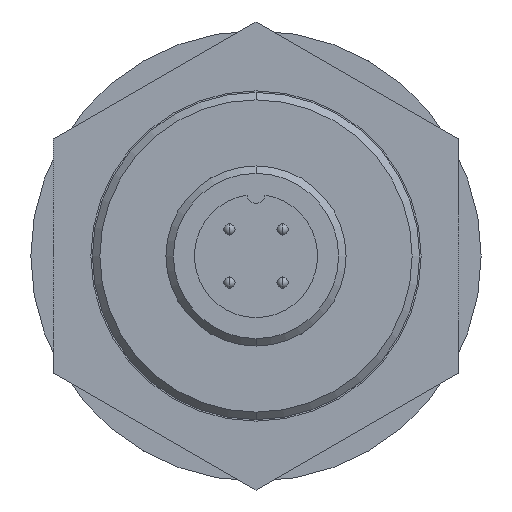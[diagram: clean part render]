
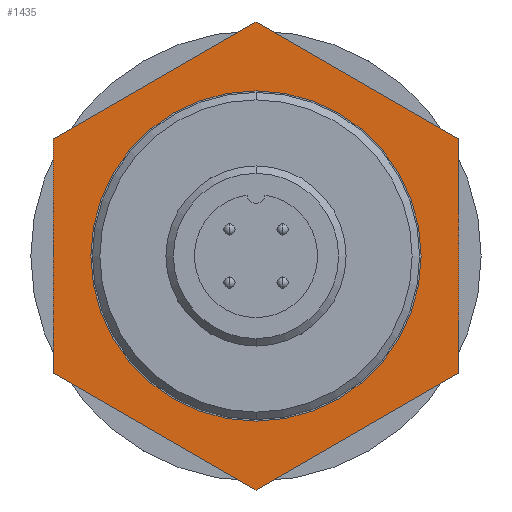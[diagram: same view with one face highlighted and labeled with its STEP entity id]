
A CAD part, front view. The second image highlights one B-rep face of the part: STEP entity #1435.
In plain terms, the highlighted planar face has unit normal (0, -1, 0).
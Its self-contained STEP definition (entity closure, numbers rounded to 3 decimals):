
#62 = LINE ( 'NONE', #1454, #2599 ) ;
#131 = ORIENTED_EDGE ( 'NONE', *, *, #1614, .T. ) ;
#185 = CARTESIAN_POINT ( 'NONE',  ( -13.5, -11.8, -7.794 ) ) ;
#192 = ORIENTED_EDGE ( 'NONE', *, *, #1003, .T. ) ;
#209 = CARTESIAN_POINT ( 'NONE',  ( 13.5, -11.8, 7.794 ) ) ;
#211 = EDGE_CURVE ( 'NONE', #764, #761, #1523, .T. ) ;
#310 = LINE ( 'NONE', #185, #1619 ) ;
#326 = EDGE_CURVE ( 'NONE', #771, #764, #310, .T. ) ;
#343 = DIRECTION ( 'NONE',  ( 0., -1., 0. ) ) ;
#363 = VECTOR ( 'NONE', #2680, 1000. ) ;
#401 = ORIENTED_EDGE ( 'NONE', *, *, #326, .T. ) ;
#436 = VECTOR ( 'NONE', #681, 1000. ) ;
#452 = CIRCLE ( 'NONE', #1368, 11. ) ;
#458 = ORIENTED_EDGE ( 'NONE', *, *, #211, .T. ) ;
#527 = CARTESIAN_POINT ( 'NONE',  ( 13.5, -11.8, -7.794 ) ) ;
#535 = VERTEX_POINT ( 'NONE', #2505 ) ;
#537 = VERTEX_POINT ( 'NONE', #2498 ) ;
#549 = EDGE_CURVE ( 'NONE', #537, #535, #452, .T. ) ;
#658 = EDGE_LOOP ( 'NONE', ( #1563, #131, #401, #458, #1924, #192 ) ) ;
#667 = VERTEX_POINT ( 'NONE', #1366 ) ;
#681 = DIRECTION ( 'NONE',  ( -0.866, 0., -0.5 ) ) ;
#729 = VERTEX_POINT ( 'NONE', #1448 ) ;
#758 = VERTEX_POINT ( 'NONE', #209 ) ;
#761 = VERTEX_POINT ( 'NONE', #527 ) ;
#764 = VERTEX_POINT ( 'NONE', #3110 ) ;
#771 = VERTEX_POINT ( 'NONE', #2978 ) ;
#995 = ORIENTED_EDGE ( 'NONE', *, *, #2782, .F. ) ;
#1003 = EDGE_CURVE ( 'NONE', #758, #667, #2836, .T. ) ;
#1165 = CARTESIAN_POINT ( 'NONE',  ( 13.5, -11.8, -7.794 ) ) ;
#1366 = CARTESIAN_POINT ( 'NONE',  ( 0., -11.8, 15.588 ) ) ;
#1368 = AXIS2_PLACEMENT_3D ( 'NONE', #2385, #2293, #2277 ) ;
#1388 = DIRECTION ( 'NONE',  ( 0., 0., -1. ) ) ;
#1435 = ADVANCED_FACE ( 'NONE', ( #1606, #2184 ), #2666, .T. ) ;
#1448 = CARTESIAN_POINT ( 'NONE',  ( -13.5, -11.8, 7.794 ) ) ;
#1454 = CARTESIAN_POINT ( 'NONE',  ( -13.5, -11.8, 7.794 ) ) ;
#1523 = LINE ( 'NONE', #2079, #2613 ) ;
#1563 = ORIENTED_EDGE ( 'NONE', *, *, #2838, .T. ) ;
#1606 = FACE_OUTER_BOUND ( 'NONE', #658, .T. ) ;
#1614 = EDGE_CURVE ( 'NONE', #729, #771, #62, .T. ) ;
#1619 = VECTOR ( 'NONE', #2461, 1000. ) ;
#1658 = LINE ( 'NONE', #1165, #363 ) ;
#1848 = CARTESIAN_POINT ( 'NONE',  ( 0., -11.8, 0. ) ) ;
#1868 = CARTESIAN_POINT ( 'NONE',  ( 0., -11.8, 15.588 ) ) ;
#1882 = CARTESIAN_POINT ( 'NONE',  ( 13.5, -11.8, 7.794 ) ) ;
#1923 = EDGE_LOOP ( 'NONE', ( #1955, #995 ) ) ;
#1924 = ORIENTED_EDGE ( 'NONE', *, *, #2358, .T. ) ;
#1955 = ORIENTED_EDGE ( 'NONE', *, *, #549, .F. ) ;
#2079 = CARTESIAN_POINT ( 'NONE',  ( 0., -11.8, -15.588 ) ) ;
#2081 = DIRECTION ( 'NONE',  ( 0., 0., -1. ) ) ;
#2094 = DIRECTION ( 'NONE',  ( 0.866, 0., 0.5 ) ) ;
#2107 = DIRECTION ( 'NONE',  ( 0., 0., -1. ) ) ;
#2184 = FACE_BOUND ( 'NONE', #1923, .T. ) ;
#2259 = VECTOR ( 'NONE', #2367, 1000. ) ;
#2277 = DIRECTION ( 'NONE',  ( 0., 0., -1. ) ) ;
#2293 = DIRECTION ( 'NONE',  ( 0., -1., 0. ) ) ;
#2358 = EDGE_CURVE ( 'NONE', #761, #758, #1658, .T. ) ;
#2367 = DIRECTION ( 'NONE',  ( -0.866, 0., 0.5 ) ) ;
#2385 = CARTESIAN_POINT ( 'NONE',  ( 0., -11.8, 0. ) ) ;
#2461 = DIRECTION ( 'NONE',  ( 0.866, 0., -0.5 ) ) ;
#2498 = CARTESIAN_POINT ( 'NONE',  ( 0., -11.8, 11. ) ) ;
#2503 = CIRCLE ( 'NONE', #2520, 11. ) ;
#2505 = CARTESIAN_POINT ( 'NONE',  ( 0., -11.8, -11. ) ) ;
#2520 = AXIS2_PLACEMENT_3D ( 'NONE', #1848, #343, #2081 ) ;
#2599 = VECTOR ( 'NONE', #2107, 1000. ) ;
#2613 = VECTOR ( 'NONE', #2094, 1000. ) ;
#2666 = PLANE ( 'NONE',  #2748 ) ;
#2676 = CARTESIAN_POINT ( 'NONE',  ( 0., -11.8, 0. ) ) ;
#2680 = DIRECTION ( 'NONE',  ( 0., 0., 1. ) ) ;
#2687 = DIRECTION ( 'NONE',  ( 0., -1., 0. ) ) ;
#2748 = AXIS2_PLACEMENT_3D ( 'NONE', #2676, #2687, #1388 ) ;
#2782 = EDGE_CURVE ( 'NONE', #535, #537, #2503, .T. ) ;
#2836 = LINE ( 'NONE', #1882, #2259 ) ;
#2838 = EDGE_CURVE ( 'NONE', #667, #729, #2944, .T. ) ;
#2944 = LINE ( 'NONE', #1868, #436 ) ;
#2978 = CARTESIAN_POINT ( 'NONE',  ( -13.5, -11.8, -7.794 ) ) ;
#3110 = CARTESIAN_POINT ( 'NONE',  ( 0., -11.8, -15.588 ) ) ;
